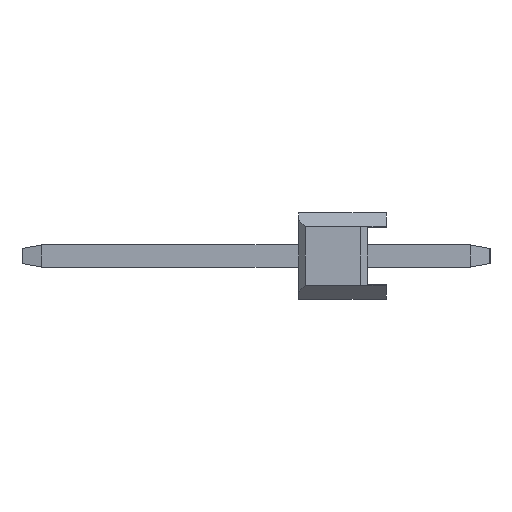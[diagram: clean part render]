
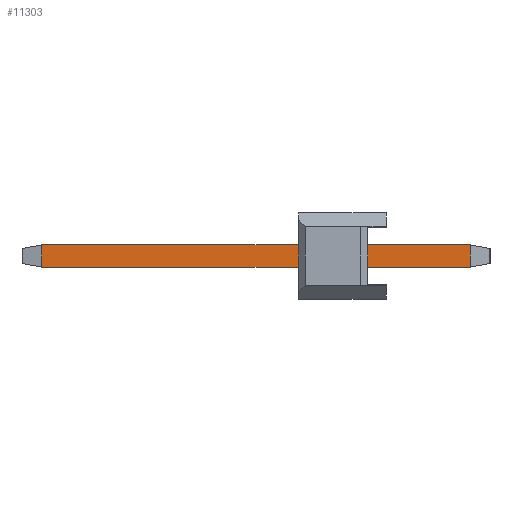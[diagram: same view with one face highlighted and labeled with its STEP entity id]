
A CAD part, left-side view. The second image highlights one B-rep face of the part: STEP entity #11303.
In plain terms, the highlighted planar face has unit normal (-1, 0, 0).
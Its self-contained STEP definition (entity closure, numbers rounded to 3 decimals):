
#60 = EDGE_LOOP ( 'NONE', ( #19353, #4334, #20219, #7447 ) ) ;
#87 = VECTOR ( 'NONE', #9237, 1000. ) ;
#3840 = DIRECTION ( 'NONE',  ( 1., 0., 0. ) ) ;
#3846 = CARTESIAN_POINT ( 'NONE',  ( -0.32, -2.433, -0.32 ) ) ;
#4055 = CARTESIAN_POINT ( 'NONE',  ( -0.32, 9.973, 0.32 ) ) ;
#4334 = ORIENTED_EDGE ( 'NONE', *, *, #31481, .T. ) ;
#5108 = LINE ( 'NONE', #14957, #21060 ) ;
#5909 = VERTEX_POINT ( 'NONE', #4055 ) ;
#6259 = FACE_OUTER_BOUND ( 'NONE', #60, .T. ) ;
#7205 = VERTEX_POINT ( 'NONE', #14529 ) ;
#7447 = ORIENTED_EDGE ( 'NONE', *, *, #26525, .T. ) ;
#8705 = LINE ( 'NONE', #18586, #9210 ) ;
#9210 = VECTOR ( 'NONE', #28482, 1000. ) ;
#9237 = DIRECTION ( 'NONE',  ( 0., 0., -1. ) ) ;
#9531 = CARTESIAN_POINT ( 'NONE',  ( -0.32, -2.433, 0.32 ) ) ;
#9734 = VERTEX_POINT ( 'NONE', #15023 ) ;
#9912 = EDGE_CURVE ( 'NONE', #7205, #22571, #8705, .T. ) ;
#11303 = ADVANCED_FACE ( 'NONE', ( #6259 ), #16118, .F. ) ;
#11528 = EDGE_CURVE ( 'NONE', #5909, #9734, #5108, .T. ) ;
#13682 = DIRECTION ( 'NONE',  ( 0., 0., -1. ) ) ;
#14529 = CARTESIAN_POINT ( 'NONE',  ( -0.32, 9.973, -0.32 ) ) ;
#14957 = CARTESIAN_POINT ( 'NONE',  ( -0.32, 10.54, 0.32 ) ) ;
#15023 = CARTESIAN_POINT ( 'NONE',  ( -0.32, -2.433, 0.32 ) ) ;
#16118 = PLANE ( 'NONE',  #27237 ) ;
#16670 = LINE ( 'NONE', #9531, #26317 ) ;
#18586 = CARTESIAN_POINT ( 'NONE',  ( -0.32, 10.54, -0.32 ) ) ;
#19353 = ORIENTED_EDGE ( 'NONE', *, *, #9912, .T. ) ;
#19417 = DIRECTION ( 'NONE',  ( 0., 0., 1. ) ) ;
#20219 = ORIENTED_EDGE ( 'NONE', *, *, #11528, .F. ) ;
#21060 = VECTOR ( 'NONE', #24851, 1000. ) ;
#21558 = LINE ( 'NONE', #31453, #87 ) ;
#22571 = VERTEX_POINT ( 'NONE', #3846 ) ;
#24851 = DIRECTION ( 'NONE',  ( 0., -1., 0. ) ) ;
#26001 = CARTESIAN_POINT ( 'NONE',  ( -0.32, 10.54, 0.32 ) ) ;
#26317 = VECTOR ( 'NONE', #19417, 1000. ) ;
#26525 = EDGE_CURVE ( 'NONE', #5909, #7205, #21558, .T. ) ;
#27237 = AXIS2_PLACEMENT_3D ( 'NONE', #26001, #3840, #13682 ) ;
#28482 = DIRECTION ( 'NONE',  ( 0., -1., 0. ) ) ;
#31453 = CARTESIAN_POINT ( 'NONE',  ( -0.32, 9.973, -0.32 ) ) ;
#31481 = EDGE_CURVE ( 'NONE', #22571, #9734, #16670, .T. ) ;
